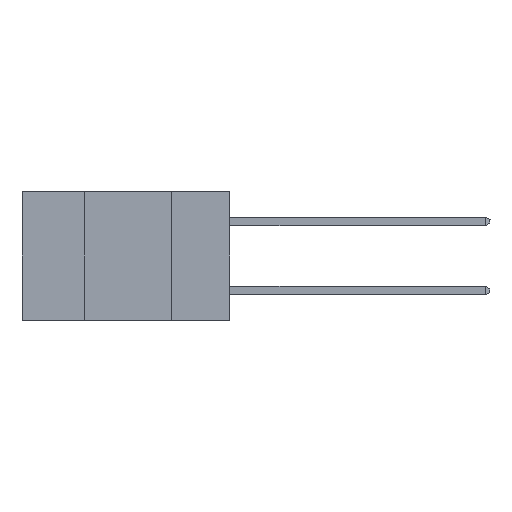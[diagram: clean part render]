
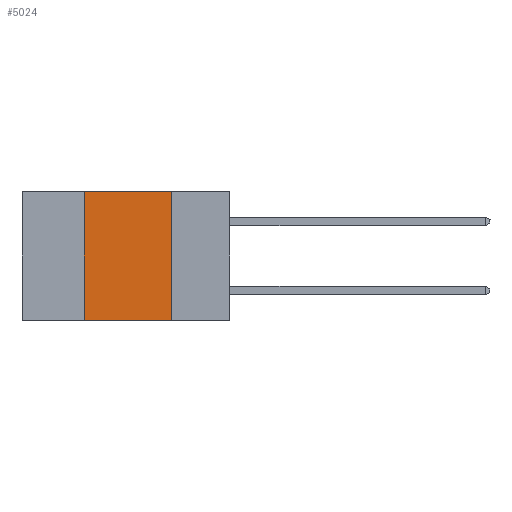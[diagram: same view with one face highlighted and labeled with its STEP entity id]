
A CAD part, left-side view. The second image highlights one B-rep face of the part: STEP entity #5024.
In plain terms, the highlighted planar face has unit normal (-1, 0, 0).
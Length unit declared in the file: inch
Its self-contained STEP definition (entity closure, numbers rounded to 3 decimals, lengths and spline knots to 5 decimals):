
#369 = VERTEX_POINT ( 'NONE', #5634 ) ;
#456 = AXIS2_PLACEMENT_3D ( 'NONE', #12981, #15647, #4638 ) ;
#2370 = LINE ( 'NONE', #3486, #7544 ) ;
#3193 = PLANE ( 'NONE',  #456 ) ;
#3486 = CARTESIAN_POINT ( 'NONE',  ( 0., 0.17, -0.37 ) ) ;
#3550 = EDGE_CURVE ( 'NONE', #4980, #12824, #2370, .T. ) ;
#4547 = VECTOR ( 'NONE', #8125, 39.37008 ) ;
#4638 = DIRECTION ( 'NONE',  ( 0., 0., -1. ) ) ;
#4958 = LINE ( 'NONE', #12095, #8392 ) ;
#4980 = VERTEX_POINT ( 'NONE', #14194 ) ;
#5024 = ADVANCED_FACE ( 'NONE', ( #11843 ), #3193, .F. ) ;
#5324 = VERTEX_POINT ( 'NONE', #15035 ) ;
#5634 = CARTESIAN_POINT ( 'NONE',  ( 0., 0.42, 0. ) ) ;
#5946 = DIRECTION ( 'NONE',  ( 0., -1., 0. ) ) ;
#7400 = EDGE_CURVE ( 'NONE', #369, #4980, #4958, .T. ) ;
#7544 = VECTOR ( 'NONE', #9503, 39.37008 ) ;
#7706 = DIRECTION ( 'NONE',  ( 0., 0., 1. ) ) ;
#8125 = DIRECTION ( 'NONE',  ( 0., -1., 0. ) ) ;
#8131 = ORIENTED_EDGE ( 'NONE', *, *, #8226, .T. ) ;
#8226 = EDGE_CURVE ( 'NONE', #5324, #12824, #9187, .T. ) ;
#8392 = VECTOR ( 'NONE', #5946, 39.37008 ) ;
#9160 = EDGE_LOOP ( 'NONE', ( #12309, #15218, #12390, #8131 ) ) ;
#9187 = LINE ( 'NONE', #12794, #4547 ) ;
#9503 = DIRECTION ( 'NONE',  ( 0., 0., -1. ) ) ;
#10356 = LINE ( 'NONE', #13985, #13574 ) ;
#11003 = EDGE_CURVE ( 'NONE', #5324, #369, #10356, .T. ) ;
#11169 = CARTESIAN_POINT ( 'NONE',  ( 0., 0.17, -0.37 ) ) ;
#11843 = FACE_OUTER_BOUND ( 'NONE', #9160, .T. ) ;
#12095 = CARTESIAN_POINT ( 'NONE',  ( 0., 0.6, 0. ) ) ;
#12309 = ORIENTED_EDGE ( 'NONE', *, *, #3550, .F. ) ;
#12390 = ORIENTED_EDGE ( 'NONE', *, *, #11003, .F. ) ;
#12794 = CARTESIAN_POINT ( 'NONE',  ( 0., 0.6, -0.37 ) ) ;
#12824 = VERTEX_POINT ( 'NONE', #11169 ) ;
#12981 = CARTESIAN_POINT ( 'NONE',  ( 0., 0.6, 0. ) ) ;
#13574 = VECTOR ( 'NONE', #7706, 39.37008 ) ;
#13985 = CARTESIAN_POINT ( 'NONE',  ( 0., 0.42, -0.37 ) ) ;
#14194 = CARTESIAN_POINT ( 'NONE',  ( 0., 0.17, 0. ) ) ;
#15035 = CARTESIAN_POINT ( 'NONE',  ( 0., 0.42, -0.37 ) ) ;
#15218 = ORIENTED_EDGE ( 'NONE', *, *, #7400, .F. ) ;
#15647 = DIRECTION ( 'NONE',  ( 1., 0., 0. ) ) ;
